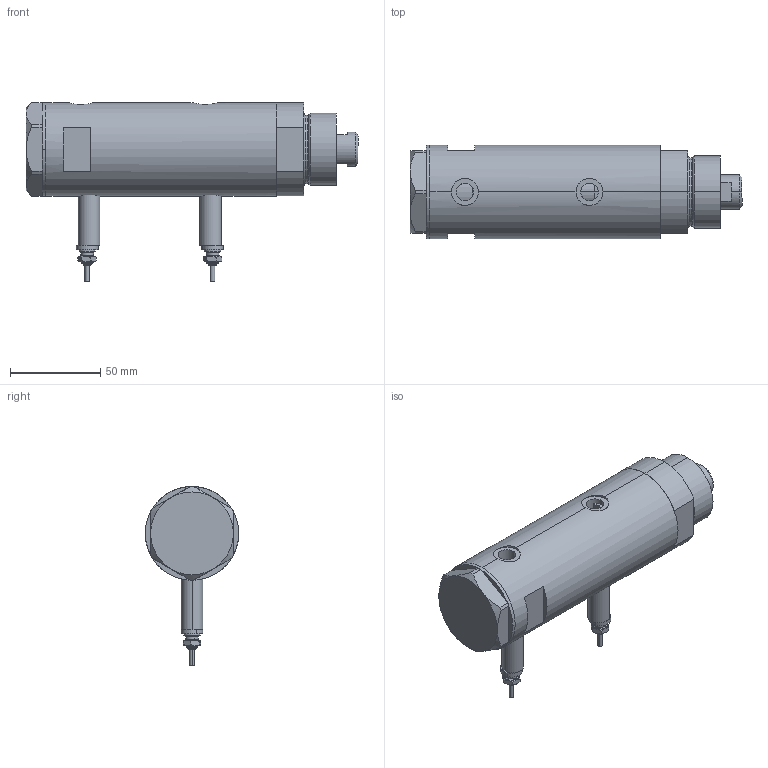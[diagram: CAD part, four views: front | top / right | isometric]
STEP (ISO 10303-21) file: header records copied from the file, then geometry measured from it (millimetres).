
FILE_DESCRIPTION (( 'STEP AP203' ), '1' );
FILE_NAME ('6cd2.STEP', '2024-02-12T03:30:08', ( '' ), ( '' ), 'SwSTEP 2.0', 'SolidWorks 2019', '' );
FILE_SCHEMA (( 'CONFIG_CONTROL_DESIGN' ));
Length unit declared in the file: millimetre
Products named in the file (6): 6cd2; V270CG_BACK 5fa3e3e0ccc36b37d6d575c129b1b131; V270CG_VC 5fa3e3e0ccc36b37d6d575c129b1b131; Switch 5fa3e3e0ccc36b37d6d575c129b1b131; V270CG_MIDDLE 5fa3e3e0ccc36b37d6d575c129b1b131; V270CG_FRONT 5fa3e3e0ccc36b37d6d575c129b1b131
Assembly tree (6 placements, depth 2):
  6cd2
    V270CG_MIDDLE 5fa3e3e0ccc36b37d6d575c129b1b131
    V270CG_BACK 5fa3e3e0ccc36b37d6d575c129b1b131
    V270CG_FRONT 5fa3e3e0ccc36b37d6d575c129b1b131
    V270CG_VC 5fa3e3e0ccc36b37d6d575c129b1b131
    Switch 5fa3e3e0ccc36b37d6d575c129b1b131  x2
Bounding box: 184.4 x 52 x 99.4 mm (x, y, z)
Volume: 340934.3 mm3; surface area: 79913.1 mm2
Topology: 6 solids, 6 shells, 226 faces, 495 edges, 299 vertices
Faces by surface type: plane 93, cylinder 69, cone 40, torus 24
Entity records: 6303 total; most frequent: CARTESIAN_POINT 1623, DIRECTION 901, ORIENTED_EDGE 798, EDGE_CURVE 399, AXIS2_PLACEMENT_3D 377, VERTEX_POINT 243, EDGE_LOOP 202, CIRCLE 188
